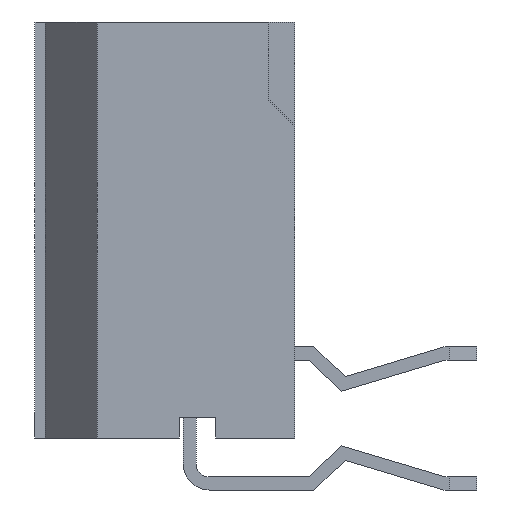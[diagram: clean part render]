
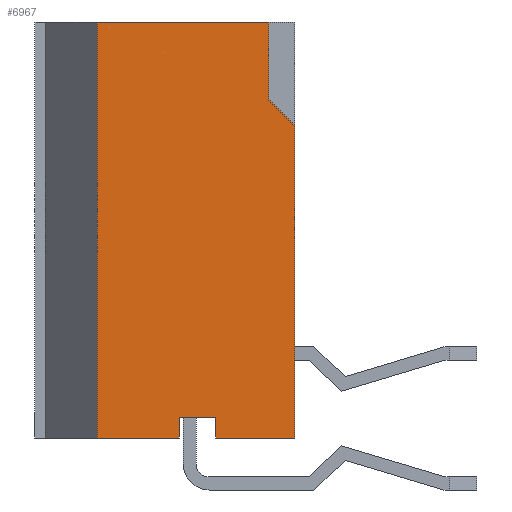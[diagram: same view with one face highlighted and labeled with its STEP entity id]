
A CAD part, left-side view. The second image highlights one B-rep face of the part: STEP entity #6967.
In plain terms, the highlighted planar face has unit normal (-1, 0, 0).
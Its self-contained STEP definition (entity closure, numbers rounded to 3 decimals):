
#13=DIRECTION('',(0.,-1.,0.));
#14=VECTOR('',#13,1.525);
#15=CARTESIAN_POINT('',(-4.2,1.525,-4.));
#16=LINE('',#15,#14);
#61=DIRECTION('',(0.,-1.,0.));
#62=VECTOR('',#61,1.575);
#63=CARTESIAN_POINT('',(-4.2,3.8,-4.));
#64=LINE('',#63,#62);
#177=DIRECTION('',(0.,0.,1.));
#178=VECTOR('',#177,6.);
#179=CARTESIAN_POINT('',(-4.2,0.,-4.));
#180=LINE('',#179,#178);
#1477=DIRECTION('',(0.,-1.,0.));
#1478=VECTOR('',#1477,3.3);
#1479=CARTESIAN_POINT('',(-4.2,3.8,4.));
#1480=LINE('',#1479,#1478);
#2515=DIRECTION('',(0.,0.,-1.));
#2516=VECTOR('',#2515,1.5);
#2517=CARTESIAN_POINT('',(-4.2,0.5,4.));
#2518=LINE('',#2517,#2516);
#2519=DIRECTION('',(0.,-0.707,-0.707));
#2520=VECTOR('',#2519,0.707);
#2521=CARTESIAN_POINT('',(-4.2,0.5,2.5));
#2522=LINE('',#2521,#2520);
#2523=DIRECTION('',(0.,0.,1.));
#2524=VECTOR('',#2523,0.4);
#2525=CARTESIAN_POINT('',(-4.2,1.525,-4.));
#2526=LINE('',#2525,#2524);
#2527=DIRECTION('',(0.,-1.,0.));
#2528=VECTOR('',#2527,0.7);
#2529=CARTESIAN_POINT('',(-4.2,2.225,-3.6));
#2530=LINE('',#2529,#2528);
#2531=DIRECTION('',(0.,0.,1.));
#2532=VECTOR('',#2531,0.4);
#2533=CARTESIAN_POINT('',(-4.2,2.225,-4.));
#2534=LINE('',#2533,#2532);
#2535=DIRECTION('',(0.,0.,1.));
#2536=VECTOR('',#2535,8.);
#2537=CARTESIAN_POINT('',(-4.2,3.8,-4.));
#2538=LINE('',#2537,#2536);
#2595=CARTESIAN_POINT('',(-4.2,3.8,-4.));
#2596=VERTEX_POINT('',#2595);
#2603=CARTESIAN_POINT('',(-4.2,3.8,4.));
#2604=VERTEX_POINT('',#2603);
#2615=CARTESIAN_POINT('',(-4.2,2.225,-4.));
#2616=CARTESIAN_POINT('',(-4.2,2.225,-3.6));
#2617=VERTEX_POINT('',#2615);
#2618=VERTEX_POINT('',#2616);
#2619=CARTESIAN_POINT('',(-4.2,1.525,-3.6));
#2620=VERTEX_POINT('',#2619);
#2621=CARTESIAN_POINT('',(-4.2,1.525,-4.));
#2622=VERTEX_POINT('',#2621);
#2625=CARTESIAN_POINT('',(-4.2,0.,-4.));
#2626=VERTEX_POINT('',#2625);
#2821=CARTESIAN_POINT('',(-4.2,0.5,4.));
#2822=VERTEX_POINT('',#2821);
#2825=CARTESIAN_POINT('',(-4.2,0.,2.));
#2826=VERTEX_POINT('',#2825);
#2827=CARTESIAN_POINT('',(-4.2,0.5,2.5));
#2828=VERTEX_POINT('',#2827);
#6946=CARTESIAN_POINT('',(-4.2,3.8,-4.));
#6947=DIRECTION('',(-1.,0.,0.));
#6948=DIRECTION('',(0.,-1.,0.));
#6949=AXIS2_PLACEMENT_3D('',#6946,#6947,#6948);
#6950=PLANE('',#6949);
#6952=ORIENTED_EDGE('',*,*,#6951,.T.);
#6953=ORIENTED_EDGE('',*,*,#6938,.T.);
#6954=ORIENTED_EDGE('',*,*,#3549,.F.);
#6955=ORIENTED_EDGE('',*,*,#3428,.F.);
#6956=ORIENTED_EDGE('',*,*,#3686,.T.);
#6958=ORIENTED_EDGE('',*,*,#6957,.F.);
#6960=ORIENTED_EDGE('',*,*,#6959,.F.);
#6961=ORIENTED_EDGE('',*,*,#3476,.F.);
#6963=ORIENTED_EDGE('',*,*,#6962,.T.);
#6964=ORIENTED_EDGE('',*,*,#5344,.T.);
#6965=EDGE_LOOP('',(#6952,#6953,#6954,#6955,#6956,#6958,#6960,#6961,#6963,
#6964));
#6966=FACE_OUTER_BOUND('',#6965,.F.);
#6967=ADVANCED_FACE('',(#6966),#6950,.T.);
#3428=EDGE_CURVE('',#2622,#2626,#16,.T.);
#3476=EDGE_CURVE('',#2596,#2617,#64,.T.);
#3549=EDGE_CURVE('',#2626,#2826,#180,.T.);
#3686=EDGE_CURVE('',#2622,#2620,#2526,.T.);
#5344=EDGE_CURVE('',#2604,#2822,#1480,.T.);
#6938=EDGE_CURVE('',#2828,#2826,#2522,.T.);
#6951=EDGE_CURVE('',#2822,#2828,#2518,.T.);
#6957=EDGE_CURVE('',#2618,#2620,#2530,.T.);
#6959=EDGE_CURVE('',#2617,#2618,#2534,.T.);
#6962=EDGE_CURVE('',#2596,#2604,#2538,.T.);
